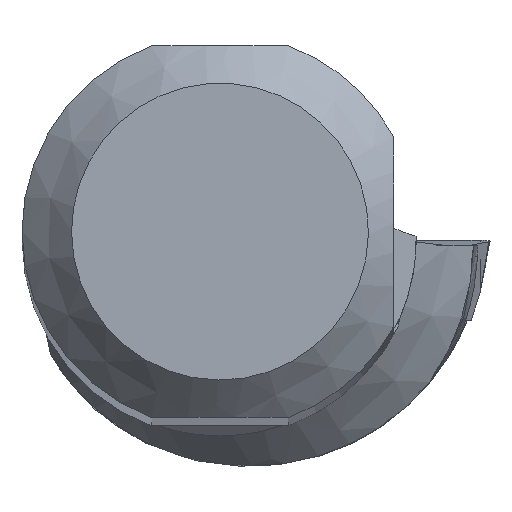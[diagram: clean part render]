
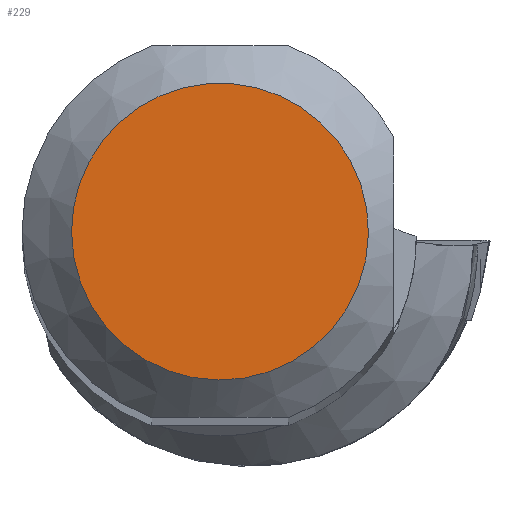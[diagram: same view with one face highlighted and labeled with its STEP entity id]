
A CAD part, top view. The second image highlights one B-rep face of the part: STEP entity #229.
In plain terms, the highlighted planar face has unit normal (0, 0, 1).
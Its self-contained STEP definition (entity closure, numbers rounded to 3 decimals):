
#178=FACE_OUTER_BOUND('',#482,.T.);
#229=ADVANCED_FACE('',(#178),#266,.T.);
#266=PLANE('',#1182);
#482=EDGE_LOOP('',(#637));
#637=ORIENTED_EDGE('',*,*,#973,.F.);
#859=VERTEX_POINT('',#1811);
#973=EDGE_CURVE('',#859,#859,#1050,.T.);
#1050=CIRCLE('',#1181,5.993);
#1181=AXIS2_PLACEMENT_3D('',#1810,#1380,#1381);
#1182=AXIS2_PLACEMENT_3D('',#1812,#1382,#1383);
#1380=DIRECTION('',(0.,0.,-1.));
#1381=DIRECTION('',(-1.,0.,0.));
#1382=DIRECTION('',(0.,0.,1.));
#1383=DIRECTION('',(-1.,0.,0.));
#1810=CARTESIAN_POINT('',(0.,0.,0.));
#1811=CARTESIAN_POINT('',(-5.993,0.,0.));
#1812=CARTESIAN_POINT('',(0.,0.,
0.));
